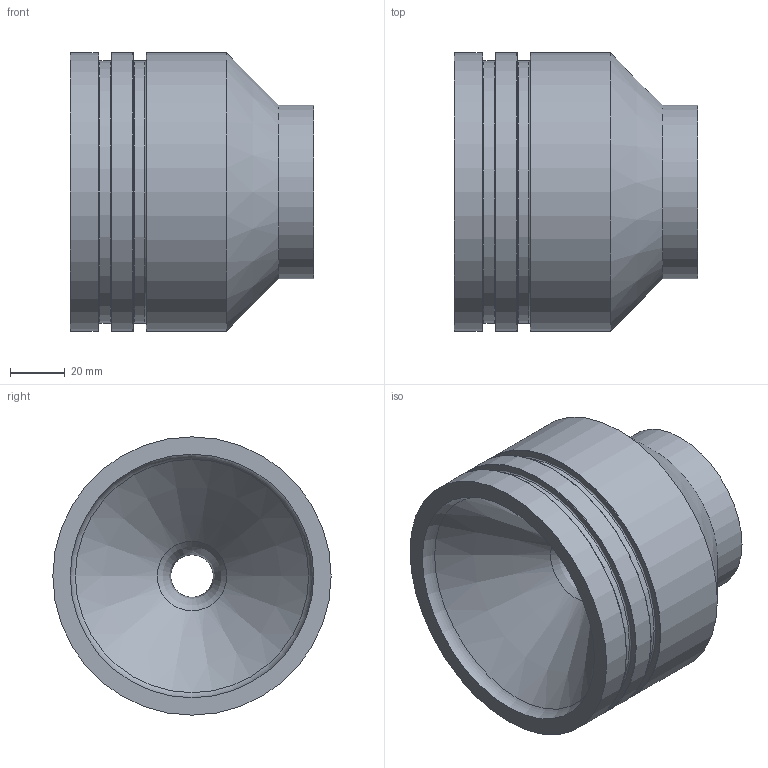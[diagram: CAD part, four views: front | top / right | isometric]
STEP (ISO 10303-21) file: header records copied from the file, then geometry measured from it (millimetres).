
FILE_DESCRIPTION(/* description */ ('CONICAL NOZZLE INSERT'),/* implementation_level */ '2;1');
FILE_NAME(/* name */ 'ODSY-0003-103.stp',/* time_stamp */ '2021-10-25T10:10:58-04:00',/* author */ ('alexc'),/* organization */ ('ERPL'),/* preprocessor_version */ 'ST-DEVELOPER v18.1',/* originating_system */ 'Autodesk Inventor 2021',/* authorisation */ 'CAMERON SEXSMITH');
FILE_SCHEMA (('AUTOMOTIVE_DESIGN { 1 0 10303 214 3 1 1 }'));
Length unit declared in the file: inch
Products named in the file (1): ODSY-0003-103
Bounding box: 88.9 x 101.6 x 101.6 mm (x, y, z)
Volume: 466449.8 mm3; surface area: 47799.6 mm2
Topology: 1 solids, 1 shells, 25 faces, 72 edges, 53 vertices
Faces by surface type: torus 10, plane 6, cylinder 6, cone 3
Full cylindrical faces by diameter (mm): 63.5 x1, 95.961 x2, 101.6 x3
Entity records: 936 total; most frequent: DIRECTION 187, CARTESIAN_POINT 151, ORIENTED_EDGE 144, AXIS2_PLACEMENT_3D 89, EDGE_CURVE 72, CIRCLE 63, VERTEX_POINT 53, EDGE_LOOP 31
